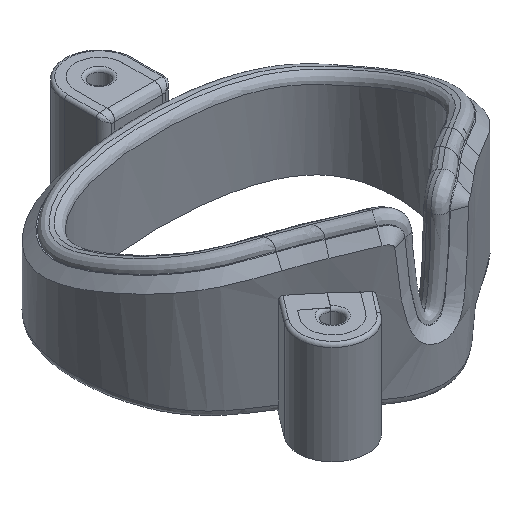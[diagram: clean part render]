
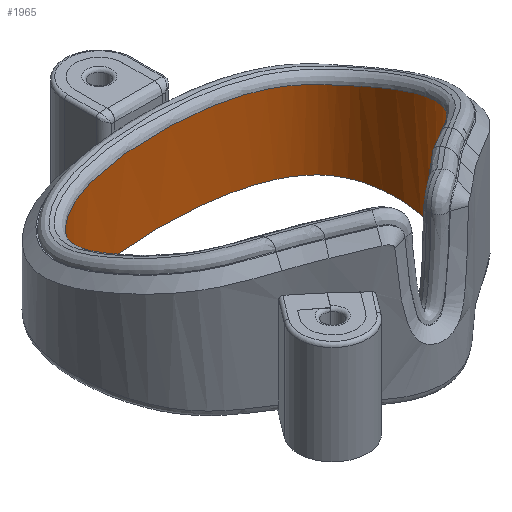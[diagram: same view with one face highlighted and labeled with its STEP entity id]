
A CAD part, isometric view. The second image highlights one B-rep face of the part: STEP entity #1965.
In plain terms, the highlighted free-form (B-spline) face has degree [3, 1] with [21, 2] control points.
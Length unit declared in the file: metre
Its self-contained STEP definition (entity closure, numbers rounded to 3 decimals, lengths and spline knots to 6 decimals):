
#161=B_SPLINE_CURVE_WITH_KNOTS('',3,(#2802,#2803,#2804,#2805,#2806,#2807,
#2808,#2809,#2810,#2811,#2812,#2813,#2814,#2815,#2816,#2817,#2818,#2819,
#2820,#2821,#2822,#2823,#2824,#2825,#2826,#2827,#2828,#2829,#2830,#2831,
#2832,#2833),.UNSPECIFIED.,.F.,.F.,(4,1,1,1,1,1,1,1,1,1,1,1,1,1,1,1,1,1,
1,1,1,1,1,1,1,1,1,1,1,4),(0.,0.002568,0.005135,0.007703,
0.01027,0.012838,0.015405,0.017973,
0.02054,0.023108,0.025675,0.028243,
0.03081,0.033378,0.035945,0.04108,
0.046215,0.048783,0.05135,0.053918,
0.056485,0.059053,0.06162,0.064188,
0.066755,0.07189,0.074458,0.077025,
0.079593,0.08216),.UNSPECIFIED.);
#162=B_SPLINE_CURVE_WITH_KNOTS('',3,(#2837,#2838,#2839,#2840,#2841,#2842,
#2843,#2844,#2845,#2846,#2847,#2848,#2849),.UNSPECIFIED.,.T.,.F.,(1,3,1,
1,1,1,1,1,1,1,1,3,1),(-0.123861,0.,0.123861,0.216091,
0.308321,0.401805,0.5,0.598195,0.691679,
0.783909,0.876139,1.,1.123861),.UNSPECIFIED.);
#309=ORIENTED_EDGE('',*,*,#935,.F.);
#310=ORIENTED_EDGE('',*,*,#936,.T.);
#311=ORIENTED_EDGE('',*,*,#937,.T.);
#312=ORIENTED_EDGE('',*,*,#938,.F.);
#935=EDGE_CURVE('',#1248,#1249,#1441,.T.);
#936=EDGE_CURVE('',#1248,#1250,#161,.T.);
#937=EDGE_CURVE('',#1250,#1251,#1442,.T.);
#938=EDGE_CURVE('',#1249,#1251,#162,.T.);
#1248=VERTEX_POINT('',#2800);
#1249=VERTEX_POINT('',#2801);
#1250=VERTEX_POINT('',#2834);
#1251=VERTEX_POINT('',#2836);
#1441=LINE('',#2799,#1554);
#1442=LINE('',#2835,#1555);
#1554=VECTOR('',#2251,1.);
#1555=VECTOR('',#2252,1.);
#1666=EDGE_LOOP('',(#309,#310,#311,#312));
#1798=FACE_BOUND('',#1666,.T.);
#1930=B_SPLINE_SURFACE_WITH_KNOTS('',3,1,((#2757,#2758),(#2759,#2760),(#2761,
#2762),(#2763,#2764),(#2765,#2766),(#2767,#2768),(#2769,#2770),(#2771,#2772),
(#2773,#2774),(#2775,#2776),(#2777,#2778),(#2779,#2780),(#2781,#2782),(#2783,
#2784),(#2785,#2786),(#2787,#2788),(#2789,#2790),(#2791,#2792),(#2793,#2794),
(#2795,#2796),(#2797,#2798)),.SURF_OF_LINEAR_EXTRUSION.,.F.,.F.,.F.,(4,
1,1,1,1,1,1,1,1,1,1,1,1,1,1,1,1,1,4),(2,2),(0.6404,0.68535,
0.7303,0.77525,0.8202,0.86515,
0.887625,0.9101,0.95505,1.,
1.04495,1.0899,1.112375,1.13485,1.1798,
1.22475,1.2697,1.31465,1.3596),(0.,
1.),.UNSPECIFIED.);
#1965=ADVANCED_FACE('',(#1798),#1930,.T.);
#2251=DIRECTION('',(0.,0.,-1.));
#2252=DIRECTION('',(0.,0.,-1.));
#2757=CARTESIAN_POINT('',(0.01198,-0.008761,0.01659));
#2758=CARTESIAN_POINT('',(0.01198,-0.008761,0.));
#2759=CARTESIAN_POINT('',(0.013224,-0.007952,0.01659));
#2760=CARTESIAN_POINT('',(0.013224,-0.007952,0.));
#2761=CARTESIAN_POINT('',(0.015543,-0.006409,0.01659));
#2762=CARTESIAN_POINT('',(0.015543,-0.006409,0.));
#2763=CARTESIAN_POINT('',(0.017739,-0.002715,0.01659));
#2764=CARTESIAN_POINT('',(0.017739,-0.002715,0.));
#2765=CARTESIAN_POINT('',(0.018677,0.001868,0.01659));
#2766=CARTESIAN_POINT('',(0.018677,0.001868,0.));
#2767=CARTESIAN_POINT('',(0.01857,0.006572,0.01659));
#2768=CARTESIAN_POINT('',(0.01857,0.006572,0.));
#2769=CARTESIAN_POINT('',(0.01716,0.010024,0.01659));
#2770=CARTESIAN_POINT('',(0.01716,0.010024,0.));
#2771=CARTESIAN_POINT('',(0.014857,0.012138,0.01659));
#2772=CARTESIAN_POINT('',(0.014857,0.012138,0.));
#2773=CARTESIAN_POINT('',(0.011786,0.013776,0.01659));
#2774=CARTESIAN_POINT('',(0.011786,0.013776,0.));
#2775=CARTESIAN_POINT('',(0.006837,0.015026,0.01659));
#2776=CARTESIAN_POINT('',(0.006837,0.015026,0.));
#2777=CARTESIAN_POINT('',(0.,0.015455,0.01659));
#2778=CARTESIAN_POINT('',(0.,0.015455,0.));
#2779=CARTESIAN_POINT('',(-0.006837,0.015026,0.01659));
#2780=CARTESIAN_POINT('',(-0.006837,0.015026,0.));
#2781=CARTESIAN_POINT('',(-0.011786,0.013776,0.01659));
#2782=CARTESIAN_POINT('',(-0.011786,0.013776,0.));
#2783=CARTESIAN_POINT('',(-0.014857,0.012138,0.01659));
#2784=CARTESIAN_POINT('',(-0.014857,0.012138,0.));
#2785=CARTESIAN_POINT('',(-0.01716,0.010024,0.01659));
#2786=CARTESIAN_POINT('',(-0.01716,0.010024,0.));
#2787=CARTESIAN_POINT('',(-0.01857,0.006572,0.01659));
#2788=CARTESIAN_POINT('',(-0.01857,0.006572,0.));
#2789=CARTESIAN_POINT('',(-0.018677,0.001868,0.01659));
#2790=CARTESIAN_POINT('',(-0.018677,0.001868,0.));
#2791=CARTESIAN_POINT('',(-0.017739,-0.002715,0.01659));
#2792=CARTESIAN_POINT('',(-0.017739,-0.002715,0.));
#2793=CARTESIAN_POINT('',(-0.015543,-0.006409,0.01659));
#2794=CARTESIAN_POINT('',(-0.015543,-0.006409,0.));
#2795=CARTESIAN_POINT('',(-0.013224,-0.007952,0.01659));
#2796=CARTESIAN_POINT('',(-0.013224,-0.007952,0.));
#2797=CARTESIAN_POINT('',(-0.01198,-0.008761,0.01659));
#2798=CARTESIAN_POINT('',(-0.01198,-0.008761,0.));
#2799=CARTESIAN_POINT('',(0.01198,-0.008761,0.022));
#2800=CARTESIAN_POINT('',(0.01198,-0.008761,0.016491));
#2801=CARTESIAN_POINT('',(0.01198,-0.008761,0.));
#2802=CARTESIAN_POINT('',(0.01198,-0.008761,0.016491));
#2803=CARTESIAN_POINT('',(0.012686,-0.008302,0.016327));
#2804=CARTESIAN_POINT('',(0.014088,-0.00738,0.015995));
#2805=CARTESIAN_POINT('',(0.015936,-0.005664,0.015333));
#2806=CARTESIAN_POINT('',(0.017177,-0.003596,0.014542));
#2807=CARTESIAN_POINT('',(0.018004,-0.001301,0.013687));
#2808=CARTESIAN_POINT('',(0.018458,0.001028,0.01281));
#2809=CARTESIAN_POINT('',(0.018626,0.003427,0.011899));
#2810=CARTESIAN_POINT('',(0.018496,0.005813,0.011021));
#2811=CARTESIAN_POINT('',(0.017922,0.008214,0.010252));
#2812=CARTESIAN_POINT('',(0.016691,0.010477,0.009877));
#2813=CARTESIAN_POINT('',(0.014762,0.012212,0.009998));
#2814=CARTESIAN_POINT('',(0.012489,0.01338,0.010166));
#2815=CARTESIAN_POINT('',(0.010061,0.014192,0.010295));
#2816=CARTESIAN_POINT('',(0.007557,0.014739,0.010383));
#2817=CARTESIAN_POINT('',(0.004194,0.0152,0.010456));
#2818=CARTESIAN_POINT('',(-0.000011,0.015387,0.010485));
#2819=CARTESIAN_POINT('',(-0.004223,0.015199,0.010456));
#2820=CARTESIAN_POINT('',(-0.007605,0.014731,0.010381));
#2821=CARTESIAN_POINT('',(-0.010095,0.014183,0.010293));
#2822=CARTESIAN_POINT('',(-0.012522,0.013366,0.010163));
#2823=CARTESIAN_POINT('',(-0.014777,0.012202,0.009997));
#2824=CARTESIAN_POINT('',(-0.016707,0.010458,0.009877));
#2825=CARTESIAN_POINT('',(-0.017929,0.00819,0.010259));
#2826=CARTESIAN_POINT('',(-0.018498,0.005801,0.011025));
#2827=CARTESIAN_POINT('',(-0.018663,0.002596,0.012206));
#2828=CARTESIAN_POINT('',(-0.018275,-0.000536,0.013404));
#2829=CARTESIAN_POINT('',(-0.017181,-0.003592,0.01454));
#2830=CARTESIAN_POINT('',(-0.015925,-0.005678,0.015339));
#2831=CARTESIAN_POINT('',(-0.014083,-0.007382,0.015995));
#2832=CARTESIAN_POINT('',(-0.012685,-0.008303,0.016328));
#2833=CARTESIAN_POINT('',(-0.01198,-0.008761,0.016491));
#2834=CARTESIAN_POINT('',(-0.01198,-0.008761,0.016491));
#2835=CARTESIAN_POINT('',(-0.01198,-0.008761,0.022));
#2836=CARTESIAN_POINT('',(-0.01198,-0.008761,0.));
#2837=CARTESIAN_POINT('',(0.,0.015312,0.));
#2838=CARTESIAN_POINT('',(-0.006279,0.015312,0.));
#2839=CARTESIAN_POINT('',(-0.017234,0.013419,0.));
#2840=CARTESIAN_POINT('',(-0.019314,0.002786,0.));
#2841=CARTESIAN_POINT('',(-0.016644,-0.006811,0.));
#2842=CARTESIAN_POINT('',(-0.008101,-0.010289,0.));
#2843=CARTESIAN_POINT('',(0.,-0.020692,0.));
#2844=CARTESIAN_POINT('',(0.008101,-0.010289,0.));
#2845=CARTESIAN_POINT('',(0.016644,-0.006811,0.));
#2846=CARTESIAN_POINT('',(0.019314,0.002786,0.));
#2847=CARTESIAN_POINT('',(0.017234,0.013419,0.));
#2848=CARTESIAN_POINT('',(0.006279,0.015312,0.));
#2849=CARTESIAN_POINT('',(0.,0.015312,0.));
